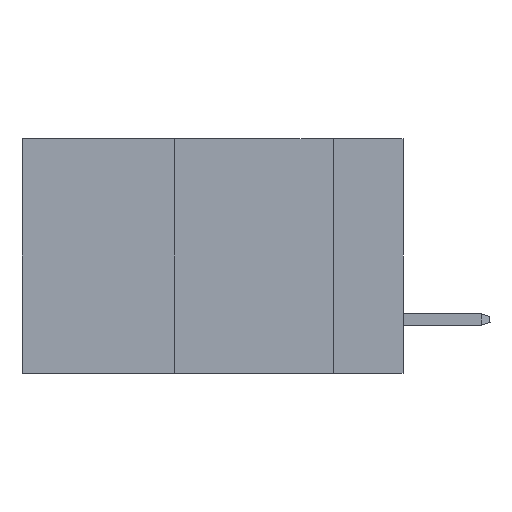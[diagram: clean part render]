
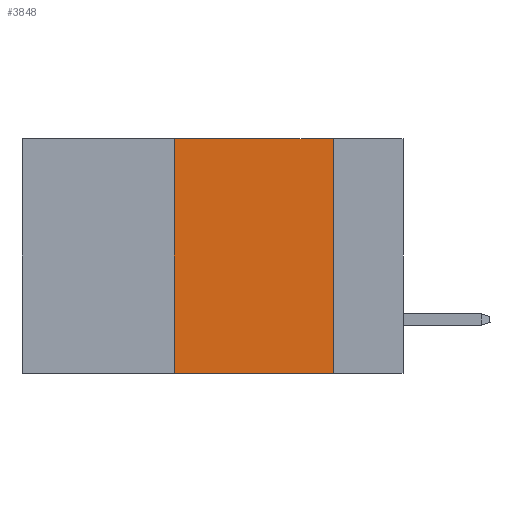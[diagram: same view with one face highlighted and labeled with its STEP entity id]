
A CAD part, left-side view. The second image highlights one B-rep face of the part: STEP entity #3848.
In plain terms, the highlighted planar face has unit normal (-1, 0, 0).
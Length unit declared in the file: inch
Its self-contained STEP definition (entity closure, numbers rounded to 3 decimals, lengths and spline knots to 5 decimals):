
#333 = CARTESIAN_POINT ( 'NONE',  ( 0., 0.36, 0. ) ) ;
#706 = EDGE_CURVE ( 'NONE', #1403, #2795, #8513, .T. ) ;
#711 = CARTESIAN_POINT ( 'NONE',  ( 0., 0.11, -0.37 ) ) ;
#966 = AXIS2_PLACEMENT_3D ( 'NONE', #3767, #11309, #18623 ) ;
#1403 = VERTEX_POINT ( 'NONE', #7205 ) ;
#2773 = VERTEX_POINT ( 'NONE', #333 ) ;
#2795 = VERTEX_POINT ( 'NONE', #711 ) ;
#2813 = ORIENTED_EDGE ( 'NONE', *, *, #6874, .T. ) ;
#3767 = CARTESIAN_POINT ( 'NONE',  ( 0., 0.6, 0. ) ) ;
#3848 = ADVANCED_FACE ( 'NONE', ( #11034 ), #12669, .F. ) ;
#5024 = LINE ( 'NONE', #6667, #7356 ) ;
#5586 = CARTESIAN_POINT ( 'NONE',  ( 0., 0.36, -0.37 ) ) ;
#6058 = VECTOR ( 'NONE', #15503, 39.37008 ) ;
#6667 = CARTESIAN_POINT ( 'NONE',  ( 0., 0.6, -0.37 ) ) ;
#6708 = CARTESIAN_POINT ( 'NONE',  ( 0., 0.6, 0. ) ) ;
#6874 = EDGE_CURVE ( 'NONE', #16687, #2795, #5024, .T. ) ;
#7205 = CARTESIAN_POINT ( 'NONE',  ( 0., 0.11, 0. ) ) ;
#7356 = VECTOR ( 'NONE', #9448, 39.37008 ) ;
#8513 = LINE ( 'NONE', #12883, #12102 ) ;
#8660 = LINE ( 'NONE', #11489, #11860 ) ;
#9448 = DIRECTION ( 'NONE',  ( 0., -1., 0. ) ) ;
#10582 = ORIENTED_EDGE ( 'NONE', *, *, #10735, .F. ) ;
#10735 = EDGE_CURVE ( 'NONE', #2773, #1403, #16601, .T. ) ;
#11034 = FACE_OUTER_BOUND ( 'NONE', #14117, .T. ) ;
#11309 = DIRECTION ( 'NONE',  ( 1., 0., 0. ) ) ;
#11489 = CARTESIAN_POINT ( 'NONE',  ( 0., 0.36, 0. ) ) ;
#11860 = VECTOR ( 'NONE', #17091, 39.37008 ) ;
#12102 = VECTOR ( 'NONE', #14253, 39.37008 ) ;
#12121 = ORIENTED_EDGE ( 'NONE', *, *, #18925, .F. ) ;
#12588 = ORIENTED_EDGE ( 'NONE', *, *, #706, .F. ) ;
#12669 = PLANE ( 'NONE',  #966 ) ;
#12883 = CARTESIAN_POINT ( 'NONE',  ( 0., 0.11, 0. ) ) ;
#14117 = EDGE_LOOP ( 'NONE', ( #12588, #10582, #12121, #2813 ) ) ;
#14253 = DIRECTION ( 'NONE',  ( 0., 0., -1. ) ) ;
#15503 = DIRECTION ( 'NONE',  ( 0., -1., 0. ) ) ;
#16601 = LINE ( 'NONE', #6708, #6058 ) ;
#16687 = VERTEX_POINT ( 'NONE', #5586 ) ;
#17091 = DIRECTION ( 'NONE',  ( 0., 0., 1. ) ) ;
#18623 = DIRECTION ( 'NONE',  ( 0., 0., -1. ) ) ;
#18925 = EDGE_CURVE ( 'NONE', #16687, #2773, #8660, .T. ) ;
